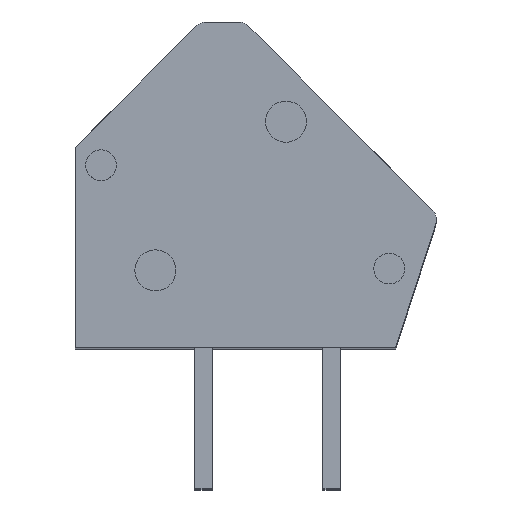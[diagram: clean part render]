
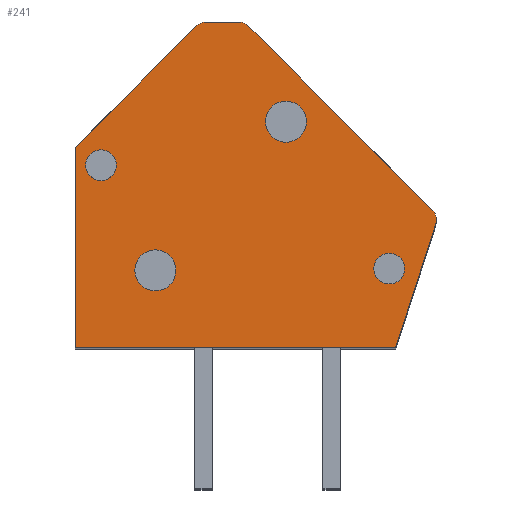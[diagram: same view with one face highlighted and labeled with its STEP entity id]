
A CAD part, top view. The second image highlights one B-rep face of the part: STEP entity #241.
In plain terms, the highlighted planar face has unit normal (0, 0, 1).
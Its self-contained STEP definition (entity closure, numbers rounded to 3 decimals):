
#241 = ADVANCED_FACE( '', ( #588, #589, #590, #591, #592 ), #593, .T. );
#588 = FACE_BOUND( '', #1051, .T. );
#589 = FACE_BOUND( '', #1052, .T. );
#590 = FACE_BOUND( '', #1053, .T. );
#591 = FACE_BOUND( '', #1054, .T. );
#592 = FACE_OUTER_BOUND( '', #1055, .T. );
#593 = PLANE( '', #1056 );
#1051 = EDGE_LOOP( '', ( #1703 ) );
#1052 = EDGE_LOOP( '', ( #1704 ) );
#1053 = EDGE_LOOP( '', ( #1705 ) );
#1054 = EDGE_LOOP( '', ( #1706 ) );
#1055 = EDGE_LOOP( '', ( #1707, #1708, #1709, #1710, #1711, #1712, #1713, #1714, #1715 ) );
#1056 = AXIS2_PLACEMENT_3D( '', #1716, #1717, #1718 );
#1703 = ORIENTED_EDGE( '', *, *, #2874, .F. );
#1704 = ORIENTED_EDGE( '', *, *, #2875, .F. );
#1705 = ORIENTED_EDGE( '', *, *, #2876, .F. );
#1706 = ORIENTED_EDGE( '', *, *, #2877, .F. );
#1707 = ORIENTED_EDGE( '', *, *, #2702, .T. );
#1708 = ORIENTED_EDGE( '', *, *, #2878, .T. );
#1709 = ORIENTED_EDGE( '', *, *, #2879, .T. );
#1710 = ORIENTED_EDGE( '', *, *, #2761, .T. );
#1711 = ORIENTED_EDGE( '', *, *, #2880, .T. );
#1712 = ORIENTED_EDGE( '', *, *, #2881, .T. );
#1713 = ORIENTED_EDGE( '', *, *, #2882, .T. );
#1714 = ORIENTED_EDGE( '', *, *, #2715, .T. );
#1715 = ORIENTED_EDGE( '', *, *, #2883, .T. );
#1716 = CARTESIAN_POINT( '', ( 8.585, 4.997, 31. ) );
#1717 = DIRECTION( '', ( 0., 0., 1. ) );
#1718 = DIRECTION( '', ( 1., 0., 0. ) );
#2702 = EDGE_CURVE( '', #3216, #3214, #3217, .T. );
#2715 = EDGE_CURVE( '', #3241, #3239, #3242, .T. );
#2761 = EDGE_CURVE( '', #3322, #3320, #3323, .T. );
#2874 = EDGE_CURVE( '', #3507, #3507, #3508, .T. );
#2875 = EDGE_CURVE( '', #3509, #3509, #3510, .T. );
#2876 = EDGE_CURVE( '', #3511, #3511, #3512, .T. );
#2877 = EDGE_CURVE( '', #3513, #3513, #3514, .T. );
#2878 = EDGE_CURVE( '', #3214, #3515, #3516, .T. );
#2879 = EDGE_CURVE( '', #3515, #3322, #3517, .T. );
#2880 = EDGE_CURVE( '', #3320, #3518, #3519, .T. );
#2881 = EDGE_CURVE( '', #3518, #3520, #3521, .T. );
#2882 = EDGE_CURVE( '', #3520, #3241, #3522, .T. );
#2883 = EDGE_CURVE( '', #3239, #3216, #3523, .T. );
#3214 = VERTEX_POINT( '', #3962 );
#3216 = VERTEX_POINT( '', #3965 );
#3217 = LINE( '', #3966, #3967 );
#3239 = VERTEX_POINT( '', #3999 );
#3241 = VERTEX_POINT( '', #4002 );
#3242 = LINE( '', #4003, #4004 );
#3320 = VERTEX_POINT( '', #4113 );
#3322 = VERTEX_POINT( '', #4116 );
#3323 = LINE( '', #4117, #4118 );
#3507 = VERTEX_POINT( '', #4383 );
#3508 = CIRCLE( '', #4384, 0.8 );
#3509 = VERTEX_POINT( '', #4385 );
#3510 = CIRCLE( '', #4386, 0.6 );
#3511 = VERTEX_POINT( '', #4387 );
#3512 = CIRCLE( '', #4388, 0.6 );
#3513 = VERTEX_POINT( '', #4389 );
#3514 = CIRCLE( '', #4390, 0.8 );
#3515 = VERTEX_POINT( '', #4391 );
#3516 = LINE( '', #4392, #4393 );
#3517 = LINE( '', #4394, #4395 );
#3518 = VERTEX_POINT( '', #4396 );
#3519 = CIRCLE( '', #4397, 0.5 );
#3520 = VERTEX_POINT( '', #4398 );
#3521 = LINE( '', #4399, #4400 );
#3522 = CIRCLE( '', #4401, 0.5 );
#3523 = CIRCLE( '', #4402, 0.5 );
#3962 = CARTESIAN_POINT( '', ( -5., 7.821, 31. ) );
#3965 = CARTESIAN_POINT( '', ( -0.26, 12.56, 31. ) );
#3966 = CARTESIAN_POINT( '', ( -0.26, 12.56, 31. ) );
#3967 = VECTOR( '', #5008, 1000. );
#3999 = CARTESIAN_POINT( '', ( 0.093, 12.707, 31. ) );
#4002 = CARTESIAN_POINT( '', ( 1.376, 12.707, 31. ) );
#4003 = CARTESIAN_POINT( '', ( 1.376, 12.707, 31. ) );
#4004 = VECTOR( '', #5020, 1000. );
#4113 = CARTESIAN_POINT( '', ( 9.061, 4.843, 31. ) );
#4116 = CARTESIAN_POINT( '', ( 7.488, 0., 31. ) );
#4117 = CARTESIAN_POINT( '', ( 7.488, 0., 31. ) );
#4118 = VECTOR( '', #5065, 1000. );
#4383 = CARTESIAN_POINT( '', ( 4.01, 8.818, 31. ) );
#4384 = AXIS2_PLACEMENT_3D( '', #5162, #5163, #5164 );
#4385 = CARTESIAN_POINT( '', ( -3.403, 7.121, 31. ) );
#4386 = AXIS2_PLACEMENT_3D( '', #5165, #5166, #5167 );
#4387 = CARTESIAN_POINT( '', ( 7.84, 3.09, 31. ) );
#4388 = AXIS2_PLACEMENT_3D( '', #5168, #5169, #5170 );
#4389 = CARTESIAN_POINT( '', ( -1.082, 3.019, 31. ) );
#4390 = AXIS2_PLACEMENT_3D( '', #5171, #5172, #5173 );
#4391 = CARTESIAN_POINT( '', ( -5., 0., 31. ) );
#4392 = CARTESIAN_POINT( '', ( -5., 7.821, 31. ) );
#4393 = VECTOR( '', #5174, 1000. );
#4394 = CARTESIAN_POINT( '', ( -5., 0., 31. ) );
#4395 = VECTOR( '', #5175, 1000. );
#4396 = CARTESIAN_POINT( '', ( 8.939, 5.351, 31. ) );
#4397 = AXIS2_PLACEMENT_3D( '', #5176, #5177, #5178 );
#4398 = CARTESIAN_POINT( '', ( 1.73, 12.56, 31. ) );
#4399 = CARTESIAN_POINT( '', ( 8.939, 5.351, 31. ) );
#4400 = VECTOR( '', #5179, 1000. );
#4401 = AXIS2_PLACEMENT_3D( '', #5180, #5181, #5182 );
#4402 = AXIS2_PLACEMENT_3D( '', #5183, #5184, #5185 );
#5008 = DIRECTION( '', ( -0.707, -0.707, 0. ) );
#5020 = DIRECTION( '', ( -1., 0., 0. ) );
#5065 = DIRECTION( '', ( 0.309, 0.951, 0. ) );
#5162 = CARTESIAN_POINT( '', ( 3.21, 8.818, 31. ) );
#5163 = DIRECTION( '', ( 0., 0., 1. ) );
#5164 = DIRECTION( '', ( 1., 0., 0. ) );
#5165 = CARTESIAN_POINT( '', ( -4.003, 7.121, 31. ) );
#5166 = DIRECTION( '', ( 0., 0., 1. ) );
#5167 = DIRECTION( '', ( 1., 0., 0. ) );
#5168 = CARTESIAN_POINT( '', ( 7.24, 3.09, 31. ) );
#5169 = DIRECTION( '', ( 0., 0., 1. ) );
#5170 = DIRECTION( '', ( 1., 0., 0. ) );
#5171 = CARTESIAN_POINT( '', ( -1.882, 3.019, 31. ) );
#5172 = DIRECTION( '', ( 0., 0., 1. ) );
#5173 = DIRECTION( '', ( 1., 0., 0. ) );
#5174 = DIRECTION( '', ( 0., -1., 0. ) );
#5175 = DIRECTION( '', ( 1., 0., 0. ) );
#5176 = CARTESIAN_POINT( '', ( 8.585, 4.997, 31. ) );
#5177 = DIRECTION( '', ( 0., 0., 1. ) );
#5178 = DIRECTION( '', ( 1., 0., 0. ) );
#5179 = DIRECTION( '', ( -0.707, 0.707, 0. ) );
#5180 = CARTESIAN_POINT( '', ( 1.376, 12.207, 31. ) );
#5181 = DIRECTION( '', ( 0., 0., 1. ) );
#5182 = DIRECTION( '', ( 1., 0., 0. ) );
#5183 = CARTESIAN_POINT( '', ( 0.093, 12.207, 31. ) );
#5184 = DIRECTION( '', ( 0., 0., 1. ) );
#5185 = DIRECTION( '', ( 1., 0., 0. ) );
